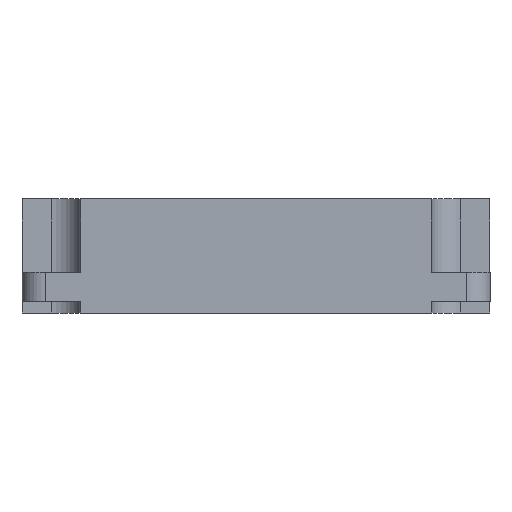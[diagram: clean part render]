
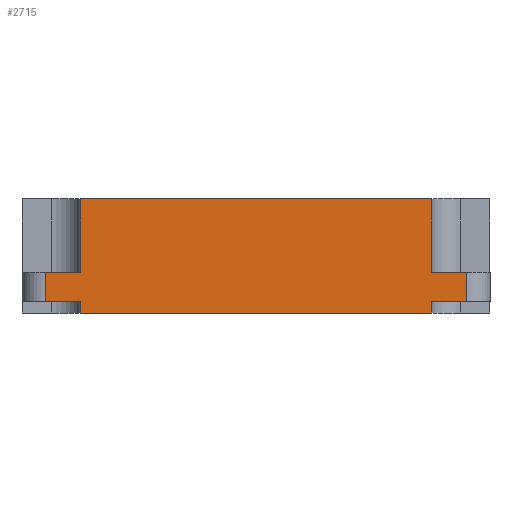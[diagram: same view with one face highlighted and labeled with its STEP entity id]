
A CAD part, left-side view. The second image highlights one B-rep face of the part: STEP entity #2715.
In plain terms, the highlighted planar face has unit normal (-1, 0, 0).
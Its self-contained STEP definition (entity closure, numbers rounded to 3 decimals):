
#59 = LINE ( 'NONE', #4103, #6898 ) ;
#167 = VECTOR ( 'NONE', #12157, 1000. ) ;
#215 = LINE ( 'NONE', #10146, #3004 ) ;
#310 = CARTESIAN_POINT ( 'NONE',  ( 1.588, 9.405, 18.789 ) ) ;
#561 = VERTEX_POINT ( 'NONE', #634 ) ;
#628 = CARTESIAN_POINT ( 'NONE',  ( 1.588, 12.405, 25.039 ) ) ;
#634 = CARTESIAN_POINT ( 'NONE',  ( 1.588, 42.405, 15.289 ) ) ;
#690 = VECTOR ( 'NONE', #2109, 1000. ) ;
#736 = ORIENTED_EDGE ( 'NONE', *, *, #9215, .T. ) ;
#944 = VECTOR ( 'NONE', #10245, 1000. ) ;
#1068 = EDGE_CURVE ( 'NONE', #12271, #6962, #59, .T. ) ;
#1198 = ORIENTED_EDGE ( 'NONE', *, *, #3457, .T. ) ;
#1214 = LINE ( 'NONE', #2216, #6209 ) ;
#1314 = VERTEX_POINT ( 'NONE', #310 ) ;
#1514 = EDGE_LOOP ( 'NONE', ( #736, #1604, #7346, #9521, #10198, #11718, #7140, #1516, #7809, #2887, #5780, #1198 ) ) ;
#1516 = ORIENTED_EDGE ( 'NONE', *, *, #1068, .T. ) ;
#1604 = ORIENTED_EDGE ( 'NONE', *, *, #9162, .T. ) ;
#1680 = CARTESIAN_POINT ( 'NONE',  ( 1.588, 45.405, 18.789 ) ) ;
#1936 = LINE ( 'NONE', #6031, #167 ) ;
#1991 = LINE ( 'NONE', #5134, #9030 ) ;
#2109 = DIRECTION ( 'NONE',  ( 0., 0., -1. ) ) ;
#2216 = CARTESIAN_POINT ( 'NONE',  ( 1.588, 47.405, 18.789 ) ) ;
#2461 = VERTEX_POINT ( 'NONE', #628 ) ;
#2576 = VERTEX_POINT ( 'NONE', #8608 ) ;
#2660 = CARTESIAN_POINT ( 'NONE',  ( 1.588, 9.405, 18.789 ) ) ;
#2715 = ADVANCED_FACE ( 'NONE', ( #3845 ), #7814, .T. ) ;
#2887 = ORIENTED_EDGE ( 'NONE', *, *, #3390, .F. ) ;
#2945 = CARTESIAN_POINT ( 'NONE',  ( 1.588, 27.405, 15.289 ) ) ;
#3004 = VECTOR ( 'NONE', #4332, 1000. ) ;
#3322 = CARTESIAN_POINT ( 'NONE',  ( 1.588, 12.405, 17.389 ) ) ;
#3325 = CARTESIAN_POINT ( 'NONE',  ( 1.588, 42.405, 17.389 ) ) ;
#3390 = EDGE_CURVE ( 'NONE', #10051, #561, #9763, .T. ) ;
#3457 = EDGE_CURVE ( 'NONE', #8600, #3489, #1936, .T. ) ;
#3489 = VERTEX_POINT ( 'NONE', #11625 ) ;
#3598 = DIRECTION ( 'NONE',  ( 0., 0., 1. ) ) ;
#3845 = FACE_OUTER_BOUND ( 'NONE', #1514, .T. ) ;
#4103 = CARTESIAN_POINT ( 'NONE',  ( 1.588, 42.405, 16.289 ) ) ;
#4183 = VERTEX_POINT ( 'NONE', #7363 ) ;
#4259 = CARTESIAN_POINT ( 'NONE',  ( 1.588, 12.405, 16.289 ) ) ;
#4332 = DIRECTION ( 'NONE',  ( 0., 0., -1. ) ) ;
#4582 = DIRECTION ( 'NONE',  ( 0., 0., -1. ) ) ;
#4647 = EDGE_CURVE ( 'NONE', #2461, #2576, #1991, .T. ) ;
#5134 = CARTESIAN_POINT ( 'NONE',  ( 1.588, 27.405, 25.039 ) ) ;
#5186 = EDGE_CURVE ( 'NONE', #2461, #6522, #215, .T. ) ;
#5275 = DIRECTION ( 'NONE',  ( 0., 1., 0. ) ) ;
#5310 = EDGE_CURVE ( 'NONE', #4183, #5409, #1214, .T. ) ;
#5362 = DIRECTION ( 'NONE',  ( 0., 1., 0. ) ) ;
#5409 = VERTEX_POINT ( 'NONE', #1680 ) ;
#5507 = CARTESIAN_POINT ( 'NONE',  ( 1.588, 42.405, 16.289 ) ) ;
#5687 = LINE ( 'NONE', #7800, #13090 ) ;
#5780 = ORIENTED_EDGE ( 'NONE', *, *, #10878, .F. ) ;
#5897 = DIRECTION ( 'NONE',  ( -1., 0., 0. ) ) ;
#6031 = CARTESIAN_POINT ( 'NONE',  ( 1.588, 9.405, 16.289 ) ) ;
#6209 = VECTOR ( 'NONE', #5362, 1000. ) ;
#6248 = VECTOR ( 'NONE', #3598, 1000. ) ;
#6328 = LINE ( 'NONE', #3322, #690 ) ;
#6474 = EDGE_CURVE ( 'NONE', #2576, #4183, #5687, .T. ) ;
#6522 = VERTEX_POINT ( 'NONE', #9717 ) ;
#6600 = LINE ( 'NONE', #2660, #6248 ) ;
#6641 = EDGE_CURVE ( 'NONE', #5409, #12271, #8348, .T. ) ;
#6751 = DIRECTION ( 'NONE',  ( 0., 0., 1. ) ) ;
#6769 = DIRECTION ( 'NONE',  ( 0., 1., 0. ) ) ;
#6898 = VECTOR ( 'NONE', #8186, 1000. ) ;
#6962 = VERTEX_POINT ( 'NONE', #5507 ) ;
#7140 = ORIENTED_EDGE ( 'NONE', *, *, #6641, .T. ) ;
#7346 = ORIENTED_EDGE ( 'NONE', *, *, #5186, .F. ) ;
#7363 = CARTESIAN_POINT ( 'NONE',  ( 1.588, 42.405, 18.789 ) ) ;
#7379 = DIRECTION ( 'NONE',  ( 0., 0., -1. ) ) ;
#7473 = LINE ( 'NONE', #11666, #10283 ) ;
#7578 = CARTESIAN_POINT ( 'NONE',  ( 1.588, 45.405, 25.289 ) ) ;
#7735 = DIRECTION ( 'NONE',  ( 0., 1., 0. ) ) ;
#7800 = CARTESIAN_POINT ( 'NONE',  ( 1.588, 42.405, 25.039 ) ) ;
#7809 = ORIENTED_EDGE ( 'NONE', *, *, #13115, .T. ) ;
#7814 = PLANE ( 'NONE',  #11448 ) ;
#8186 = DIRECTION ( 'NONE',  ( 0., -1., 0. ) ) ;
#8348 = LINE ( 'NONE', #7578, #8390 ) ;
#8390 = VECTOR ( 'NONE', #7379, 1000. ) ;
#8600 = VERTEX_POINT ( 'NONE', #4259 ) ;
#8608 = CARTESIAN_POINT ( 'NONE',  ( 1.588, 42.405, 25.039 ) ) ;
#8864 = CARTESIAN_POINT ( 'NONE',  ( 1.588, 27.405, 25.289 ) ) ;
#9030 = VECTOR ( 'NONE', #5275, 1000. ) ;
#9162 = EDGE_CURVE ( 'NONE', #1314, #6522, #7473, .T. ) ;
#9215 = EDGE_CURVE ( 'NONE', #3489, #1314, #6600, .T. ) ;
#9521 = ORIENTED_EDGE ( 'NONE', *, *, #4647, .T. ) ;
#9717 = CARTESIAN_POINT ( 'NONE',  ( 1.588, 12.405, 18.789 ) ) ;
#9763 = LINE ( 'NONE', #2945, #12330 ) ;
#10051 = VERTEX_POINT ( 'NONE', #11235 ) ;
#10146 = CARTESIAN_POINT ( 'NONE',  ( 1.588, 12.405, 25.039 ) ) ;
#10198 = ORIENTED_EDGE ( 'NONE', *, *, #6474, .T. ) ;
#10245 = DIRECTION ( 'NONE',  ( 0., 0., -1. ) ) ;
#10283 = VECTOR ( 'NONE', #7735, 1000. ) ;
#10878 = EDGE_CURVE ( 'NONE', #8600, #10051, #6328, .T. ) ;
#11235 = CARTESIAN_POINT ( 'NONE',  ( 1.588, 12.405, 15.289 ) ) ;
#11308 = LINE ( 'NONE', #3325, #944 ) ;
#11448 = AXIS2_PLACEMENT_3D ( 'NONE', #8864, #5897, #6751 ) ;
#11625 = CARTESIAN_POINT ( 'NONE',  ( 1.588, 9.405, 16.289 ) ) ;
#11666 = CARTESIAN_POINT ( 'NONE',  ( 1.588, 47.405, 18.789 ) ) ;
#11718 = ORIENTED_EDGE ( 'NONE', *, *, #5310, .T. ) ;
#12157 = DIRECTION ( 'NONE',  ( 0., -1., 0. ) ) ;
#12271 = VERTEX_POINT ( 'NONE', #13074 ) ;
#12330 = VECTOR ( 'NONE', #6769, 1000. ) ;
#13074 = CARTESIAN_POINT ( 'NONE',  ( 1.588, 45.405, 16.289 ) ) ;
#13090 = VECTOR ( 'NONE', #4582, 1000. ) ;
#13115 = EDGE_CURVE ( 'NONE', #6962, #561, #11308, .T. ) ;
